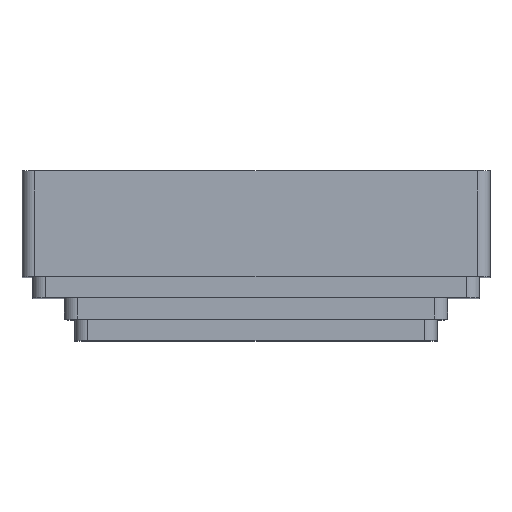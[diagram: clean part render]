
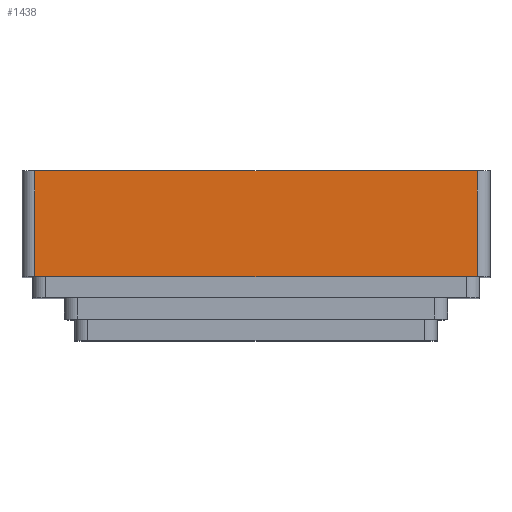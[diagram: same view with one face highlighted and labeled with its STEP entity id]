
A CAD part, top view. The second image highlights one B-rep face of the part: STEP entity #1438.
In plain terms, the highlighted planar face has unit normal (0, 0, 1).
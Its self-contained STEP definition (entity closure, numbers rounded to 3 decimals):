
#249=FACE_OUTER_BOUND('',#323,.T.);
#323=EDGE_LOOP('',(#1126,#1127,#1128,#1129));
#408=LINE('',#2233,#541);
#424=LINE('',#2280,#557);
#432=LINE('',#2302,#565);
#433=LINE('',#2303,#566);
#541=VECTOR('',#1779,10.);
#557=VECTOR('',#1823,10.);
#565=VECTOR('',#1847,10.);
#566=VECTOR('',#1848,10.);
#677=VERTEX_POINT('',#2230);
#678=VERTEX_POINT('',#2232);
#695=VERTEX_POINT('',#2279);
#701=VERTEX_POINT('',#2301);
#825=EDGE_CURVE('',#678,#677,#408,.T.);
#848=EDGE_CURVE('',#695,#678,#424,.T.);
#860=EDGE_CURVE('',#701,#677,#432,.T.);
#861=EDGE_CURVE('',#695,#701,#433,.T.);
#1126=ORIENTED_EDGE('',*,*,#860,.F.);
#1127=ORIENTED_EDGE('',*,*,#861,.F.);
#1128=ORIENTED_EDGE('',*,*,#848,.T.);
#1129=ORIENTED_EDGE('',*,*,#825,.T.);
#1384=PLANE('',#1565);
#1438=ADVANCED_FACE('',(#249),#1384,.T.);
#1565=AXIS2_PLACEMENT_3D('',#2300,#1845,#1846);
#1779=DIRECTION('',(-1.,0.,0.));
#1823=DIRECTION('',(0.,1.,0.));
#1845=DIRECTION('center_axis',(0.,0.,1.));
#1846=DIRECTION('ref_axis',(1.,0.,0.));
#1847=DIRECTION('',(0.,1.,0.));
#1848=DIRECTION('',(-1.,0.,0.));
#2230=CARTESIAN_POINT('',(-52.3,30.,76.445));
#2232=CARTESIAN_POINT('',(52.3,30.,76.445));
#2233=CARTESIAN_POINT('',(-26.15,30.,76.445));
#2279=CARTESIAN_POINT('',(52.3,5.,76.445));
#2280=CARTESIAN_POINT('',(52.3,0.,76.445));
#2300=CARTESIAN_POINT('Origin',(-52.3,0.,76.445));
#2301=CARTESIAN_POINT('',(-52.3,5.,76.445));
#2302=CARTESIAN_POINT('',(-52.3,0.,76.445));
#2303=CARTESIAN_POINT('',(-26.15,5.,76.445));
